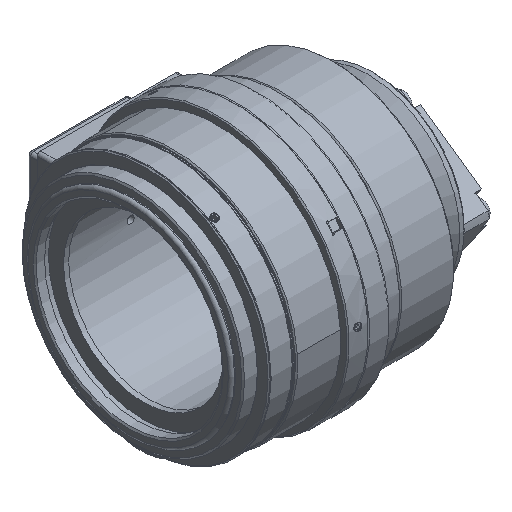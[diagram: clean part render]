
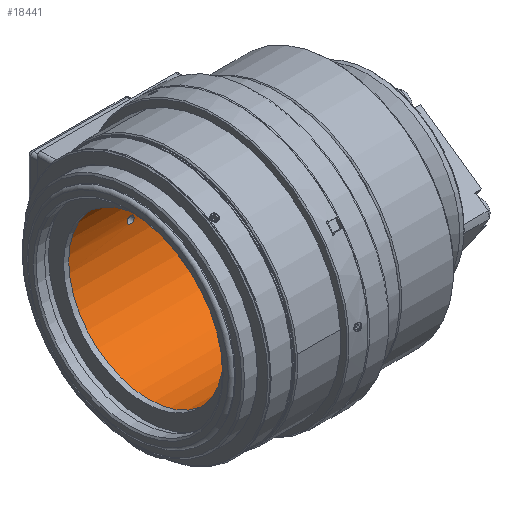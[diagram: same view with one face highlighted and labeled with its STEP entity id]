
A CAD part, isometric view. The second image highlights one B-rep face of the part: STEP entity #18441.
In plain terms, the highlighted cylindrical face has radius 20.511 mm (diameter 41.021 mm), a full revolution.
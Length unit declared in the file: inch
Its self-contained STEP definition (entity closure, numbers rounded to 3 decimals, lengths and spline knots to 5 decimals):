
#137=B_SPLINE_CURVE_WITH_KNOTS('',3,(#27268,#27269,#27270,#27271,#27272,
#27273,#27274,#27275,#27276,#27277),.UNSPECIFIED.,.F.,.F.,(4,2,2,2,4),(0.,
0.03206,0.06411,0.09617,0.12822),
 .UNSPECIFIED.);
#138=B_SPLINE_CURVE_WITH_KNOTS('',3,(#27278,#27279,#27280,#27281,#27282,
#27283,#27284,#27285,#27286,#27287,#27288,#27289,#27290,#27291,#27292,#27293,
#27294,#27295,#27296,#27297,#27298,#27299,#27300,#27301,#27302,#27303),
 .UNSPECIFIED.,.F.,.F.,(4,2,2,2,2,2,2,2,2,2,2,2,4),(0.12822,0.16028,
0.19234,0.22439,0.25645,0.28851,
0.32056,0.35262,0.38467,0.41673,
0.44879,0.48084,0.5129),.UNSPECIFIED.);
#383=FACE_BOUND('',#2801,.T.);
#587=CYLINDRICAL_SURFACE('',#19663,0.8075);
#944=CIRCLE('',#19664,0.8075);
#945=CIRCLE('',#19665,0.8075);
#946=CIRCLE('',#19666,0.8075);
#947=CIRCLE('',#19667,0.8075);
#1786=FACE_OUTER_BOUND('',#2800,.T.);
#2800=EDGE_LOOP('',(#12642,#12643,#12644,#12645,#12646,#12647));
#2801=EDGE_LOOP('',(#12648,#12649));
#4117=LINE('',#27309,#5747);
#5747=VECTOR('',#22184,0.8075);
#7441=VERTEX_POINT('',#27265);
#7442=VERTEX_POINT('',#27267);
#7443=VERTEX_POINT('',#27305);
#7444=VERTEX_POINT('',#27306);
#7445=VERTEX_POINT('',#27308);
#7446=VERTEX_POINT('',#27310);
#9420=EDGE_CURVE('',#7442,#7441,#137,.T.);
#9421=EDGE_CURVE('',#7441,#7442,#138,.T.);
#9422=EDGE_CURVE('',#7443,#7444,#944,.T.);
#9423=EDGE_CURVE('',#7444,#7445,#4117,.T.);
#9424=EDGE_CURVE('',#7446,#7445,#945,.T.);
#9425=EDGE_CURVE('',#7445,#7446,#946,.T.);
#9426=EDGE_CURVE('',#7444,#7443,#947,.T.);
#12642=ORIENTED_EDGE('',*,*,#9422,.T.);
#12643=ORIENTED_EDGE('',*,*,#9423,.T.);
#12644=ORIENTED_EDGE('',*,*,#9424,.F.);
#12645=ORIENTED_EDGE('',*,*,#9425,.F.);
#12646=ORIENTED_EDGE('',*,*,#9423,.F.);
#12647=ORIENTED_EDGE('',*,*,#9426,.T.);
#12648=ORIENTED_EDGE('',*,*,#9420,.T.);
#12649=ORIENTED_EDGE('',*,*,#9421,.T.);
#18441=ADVANCED_FACE('',(#1786,#383),#587,.F.);
#19663=AXIS2_PLACEMENT_3D('',#27304,#22180,#22181);
#19664=AXIS2_PLACEMENT_3D('',#27307,#22182,#22183);
#19665=AXIS2_PLACEMENT_3D('',#27311,#22185,#22186);
#19666=AXIS2_PLACEMENT_3D('',#27312,#22187,#22188);
#19667=AXIS2_PLACEMENT_3D('',#27313,#22189,#22190);
#22180=DIRECTION('center_axis',(1.,0.,0.));
#22181=DIRECTION('ref_axis',(0.,1.,0.));
#22182=DIRECTION('center_axis',(1.,0.,0.));
#22183=DIRECTION('ref_axis',(0.,0.,
-1.));
#22184=DIRECTION('',(-1.,0.,0.));
#22185=DIRECTION('center_axis',(1.,0.,0.));
#22186=DIRECTION('ref_axis',(0.,0.,
-1.));
#22187=DIRECTION('center_axis',(1.,0.,0.));
#22188=DIRECTION('ref_axis',(0.,0.,
-1.));
#22189=DIRECTION('center_axis',(1.,0.,0.));
#22190=DIRECTION('ref_axis',(0.,0.,
-1.));
#27265=CARTESIAN_POINT('',(-0.23799,0.8075,0.));
#27267=CARTESIAN_POINT('',(-0.27149,0.8068,0.0335));
#27268=CARTESIAN_POINT('Ctrl Pts',(-0.27149,0.8068,
0.0335));
#27269=CARTESIAN_POINT('Ctrl Pts',(-0.26729,0.8068,
0.0335));
#27270=CARTESIAN_POINT('Ctrl Pts',(-0.2628,0.80684,
0.03266));
#27271=CARTESIAN_POINT('Ctrl Pts',(-0.25455,0.80697,
0.02924));
#27272=CARTESIAN_POINT('Ctrl Pts',(-0.25078,0.80707,
0.02666));
#27273=CARTESIAN_POINT('Ctrl Pts',(-0.24483,0.80724,
0.02071));
#27274=CARTESIAN_POINT('Ctrl Pts',(-0.24225,0.80733,
0.01695));
#27275=CARTESIAN_POINT('Ctrl Pts',(-0.23883,0.80746,
0.00869));
#27276=CARTESIAN_POINT('Ctrl Pts',(-0.23799,0.8075,0.00421));
#27277=CARTESIAN_POINT('Ctrl Pts',(-0.23799,0.8075,0.));
#27278=CARTESIAN_POINT('Ctrl Pts',(-0.23799,0.8075,0.));
#27279=CARTESIAN_POINT('Ctrl Pts',(-0.23799,0.8075,-0.00421));
#27280=CARTESIAN_POINT('Ctrl Pts',(-0.23883,0.80746,
-0.00869));
#27281=CARTESIAN_POINT('Ctrl Pts',(-0.24225,0.80733,
-0.01695));
#27282=CARTESIAN_POINT('Ctrl Pts',(-0.24483,0.80724,
-0.02071));
#27283=CARTESIAN_POINT('Ctrl Pts',(-0.25078,0.80707,
-0.02666));
#27284=CARTESIAN_POINT('Ctrl Pts',(-0.25455,0.80697,
-0.02924));
#27285=CARTESIAN_POINT('Ctrl Pts',(-0.2628,0.80684,
-0.03266));
#27286=CARTESIAN_POINT('Ctrl Pts',(-0.26729,0.8068,
-0.0335));
#27287=CARTESIAN_POINT('Ctrl Pts',(-0.2757,0.8068,
-0.0335));
#27288=CARTESIAN_POINT('Ctrl Pts',(-0.28019,0.80684,
-0.03266));
#27289=CARTESIAN_POINT('Ctrl Pts',(-0.28844,0.80697,
-0.02924));
#27290=CARTESIAN_POINT('Ctrl Pts',(-0.29221,0.80707,
-0.02666));
#27291=CARTESIAN_POINT('Ctrl Pts',(-0.29816,0.80724,
-0.02071));
#27292=CARTESIAN_POINT('Ctrl Pts',(-0.30073,0.80733,
-0.01695));
#27293=CARTESIAN_POINT('Ctrl Pts',(-0.30415,0.80746,
-0.00869));
#27294=CARTESIAN_POINT('Ctrl Pts',(-0.30499,0.8075,-0.00421));
#27295=CARTESIAN_POINT('Ctrl Pts',(-0.30499,0.8075,0.00421));
#27296=CARTESIAN_POINT('Ctrl Pts',(-0.30415,0.80746,
0.00869));
#27297=CARTESIAN_POINT('Ctrl Pts',(-0.30073,0.80733,
0.01695));
#27298=CARTESIAN_POINT('Ctrl Pts',(-0.29816,0.80724,
0.02071));
#27299=CARTESIAN_POINT('Ctrl Pts',(-0.29221,0.80707,
0.02666));
#27300=CARTESIAN_POINT('Ctrl Pts',(-0.28844,0.80697,
0.02924));
#27301=CARTESIAN_POINT('Ctrl Pts',(-0.28019,0.80684,
0.03266));
#27302=CARTESIAN_POINT('Ctrl Pts',(-0.2757,0.8068,
0.0335));
#27303=CARTESIAN_POINT('Ctrl Pts',(-0.27149,0.8068,
0.0335));
#27304=CARTESIAN_POINT('Origin',(-0.37926,0.,
0.));
#27305=CARTESIAN_POINT('',(0.16397,0.8075,0.));
#27306=CARTESIAN_POINT('',(0.16397,-0.8075,0.));
#27307=CARTESIAN_POINT('Origin',(0.16397,0.,
0.));
#27308=CARTESIAN_POINT('',(-0.92249,-0.8075,0.));
#27309=CARTESIAN_POINT('',(-0.37926,-0.8075,0.));
#27310=CARTESIAN_POINT('',(-0.92249,0.8075,0.));
#27311=CARTESIAN_POINT('Origin',(-0.92249,0.,
0.));
#27312=CARTESIAN_POINT('Origin',(-0.92249,0.,
0.));
#27313=CARTESIAN_POINT('Origin',(0.16397,0.,
0.));
